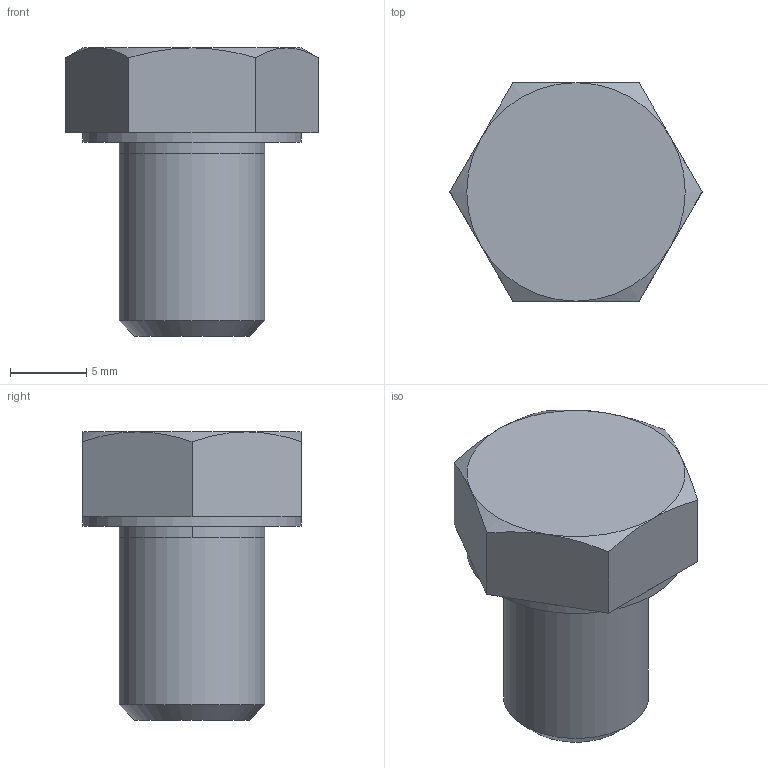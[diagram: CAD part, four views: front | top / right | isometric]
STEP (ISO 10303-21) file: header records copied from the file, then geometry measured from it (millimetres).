
FILE_DESCRIPTION(('Open CASCADE Model'),'2;1');
FILE_NAME('Open CASCADE Shape Model','2012-07-03T11:15:25',('Author'),( 'Open CASCADE'),'Open CASCADE STEP processor 6.3','Open CASCADE 6.3' ,'Unknown');
FILE_SCHEMA(('AUTOMOTIVE_DESIGN_CC2 { 1 2 10303 214 -1 1 5 4 }'));
Length unit declared in the file: millimetre
Products named in the file (1): Chamfer
Bounding box: 16.51 x 14.3 x 18.87 mm (x, y, z)
Volume: 1970.8 mm3; surface area: 1010 mm2
Topology: 1 solids, 1 shells, 26 faces, 56 edges, 33 vertices
Faces by surface type: plane 15, cone 7, cylinder 4
Full cylindrical faces by diameter (mm): 9.525 x1, 14.3 x1
Entity records: 1819 total; most frequent: CARTESIAN_POINT 752, DIRECTION 182, ORIENTED_EDGE 112, PCURVE 112, DEFINITIONAL_REPRESENTATION 112, LINE 74, VECTOR 74, EDGE_CURVE 56
